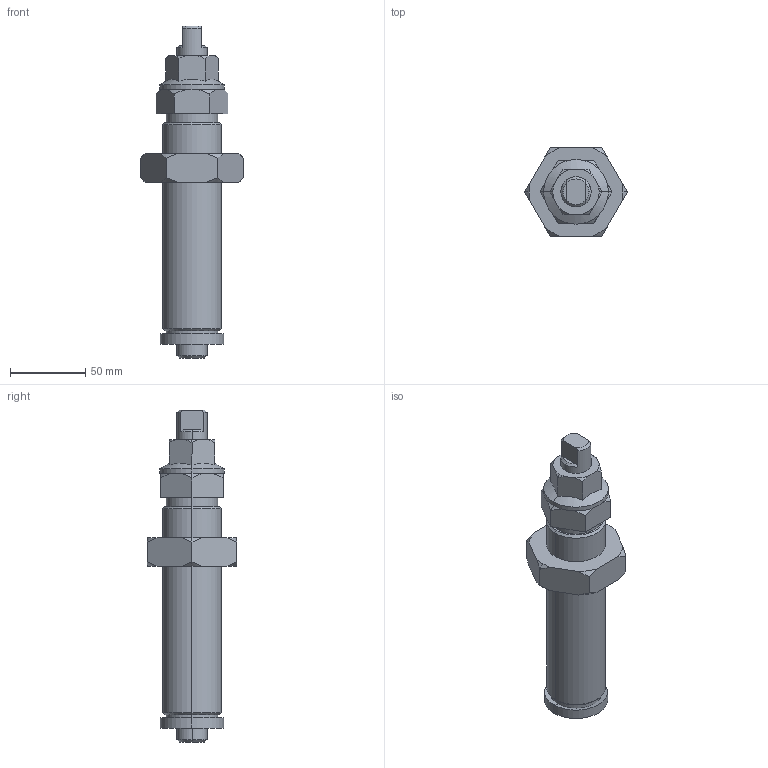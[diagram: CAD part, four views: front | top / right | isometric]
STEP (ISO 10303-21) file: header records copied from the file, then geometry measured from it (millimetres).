
FILE_DESCRIPTION((''),'2;1');
FILE_NAME('3915FA.stp','2000-12-04T11:32:26',(''),(''),'AutoCAD STEP 2000','AutoCAD 2000',', , ');
FILE_SCHEMA(('CONFIG_CONTROL_DESIGN'));
Length unit declared in the file: millimetre
Bounding box: 68.13 x 59 x 220 mm (x, y, z)
Volume: 261572.4 mm3; surface area: 66655.8 mm2
Topology: 5 solids, 7 shells, 130 faces, 318 edges, 204 vertices
Faces by surface type: plane 61, cone 38, cylinder 20, bspline 10, sphere 1
Entity records: 3987 total; most frequent: CARTESIAN_POINT 965, ORIENTED_EDGE 636, DIRECTION 588, EDGE_CURVE 318, AXIS2_PLACEMENT_3D 211, VERTEX_POINT 204, VECTOR 166, LINE 166
